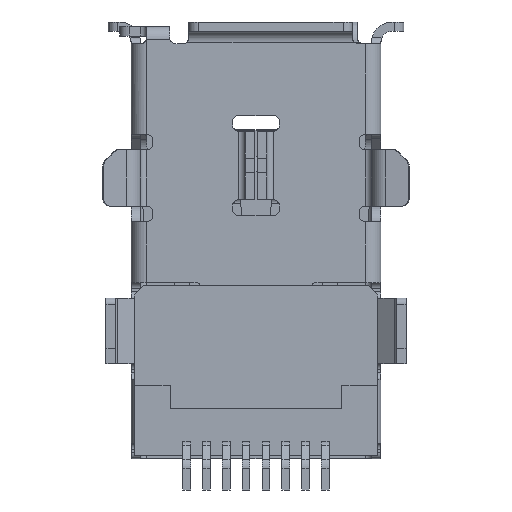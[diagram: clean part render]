
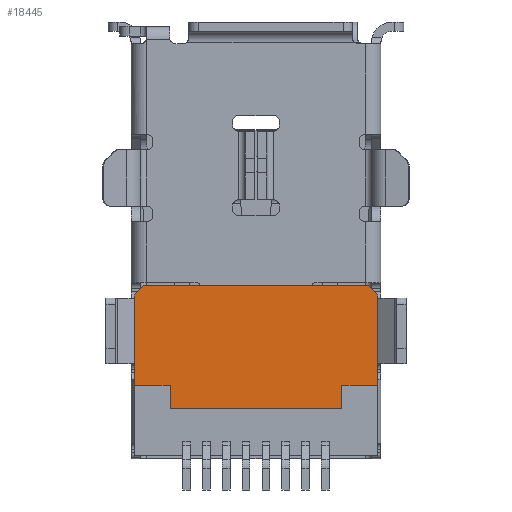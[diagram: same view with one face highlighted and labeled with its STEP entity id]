
A CAD part, front view. The second image highlights one B-rep face of the part: STEP entity #18445.
In plain terms, the highlighted planar face has unit normal (0, -1, 0).
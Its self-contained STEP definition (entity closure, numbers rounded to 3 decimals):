
#6156=DIRECTION('',(0.,0.,-1.));
#6157=VECTOR('',#6156,0.75);
#6158=CARTESIAN_POINT('',(-2.75,-3.65,-11.65));
#6159=LINE('',#6158,#6157);
#6160=DIRECTION('',(1.,0.,0.));
#6161=VECTOR('',#6160,1.15);
#6162=CARTESIAN_POINT('',(-3.9,-3.65,-11.65));
#6163=LINE('',#6162,#6161);
#6164=DIRECTION('',(0.,0.,-1.));
#6165=VECTOR('',#6164,2.9);
#6166=CARTESIAN_POINT('',(-3.9,-3.65,-8.75));
#6167=LINE('',#6166,#6165);
#6168=DIRECTION('',(-0.707,0.,-0.707));
#6169=VECTOR('',#6168,0.424);
#6170=CARTESIAN_POINT('',(-3.6,-3.65,-8.45));
#6171=LINE('',#6170,#6169);
#6172=DIRECTION('',(-1.,0.,0.));
#6173=VECTOR('',#6172,7.2);
#6174=CARTESIAN_POINT('',(3.6,-3.65,-8.45));
#6175=LINE('',#6174,#6173);
#6176=DIRECTION('',(-0.707,0.,0.707));
#6177=VECTOR('',#6176,0.424);
#6178=CARTESIAN_POINT('',(3.9,-3.65,-8.75));
#6179=LINE('',#6178,#6177);
#6180=DIRECTION('',(0.,0.,1.));
#6181=VECTOR('',#6180,2.9);
#6182=CARTESIAN_POINT('',(3.9,-3.65,-11.65));
#6183=LINE('',#6182,#6181);
#6184=DIRECTION('',(1.,0.,0.));
#6185=VECTOR('',#6184,1.15);
#6186=CARTESIAN_POINT('',(2.75,-3.65,-11.65));
#6187=LINE('',#6186,#6185);
#6188=DIRECTION('',(0.,0.,1.));
#6189=VECTOR('',#6188,0.75);
#6190=CARTESIAN_POINT('',(2.75,-3.65,-12.4));
#6191=LINE('',#6190,#6189);
#6192=DIRECTION('',(1.,0.,0.));
#6193=VECTOR('',#6192,5.5);
#6194=CARTESIAN_POINT('',(-2.75,-3.65,-12.4));
#6195=LINE('',#6194,#6193);
#9277=CARTESIAN_POINT('',(-2.75,-3.65,-11.65));
#9278=CARTESIAN_POINT('',(-2.75,-3.65,-12.4));
#9279=VERTEX_POINT('',#9277);
#9280=VERTEX_POINT('',#9278);
#9281=CARTESIAN_POINT('',(2.75,-3.65,-12.4));
#9282=VERTEX_POINT('',#9281);
#9283=CARTESIAN_POINT('',(2.75,-3.65,-11.65));
#9284=VERTEX_POINT('',#9283);
#9285=CARTESIAN_POINT('',(3.9,-3.65,-11.65));
#9286=VERTEX_POINT('',#9285);
#9287=CARTESIAN_POINT('',(3.9,-3.65,-8.75));
#9288=VERTEX_POINT('',#9287);
#9289=CARTESIAN_POINT('',(3.6,-3.65,-8.45));
#9290=VERTEX_POINT('',#9289);
#9291=CARTESIAN_POINT('',(-3.6,-3.65,-8.45));
#9292=VERTEX_POINT('',#9291);
#9293=CARTESIAN_POINT('',(-3.9,-3.65,-8.75));
#9294=VERTEX_POINT('',#9293);
#9295=CARTESIAN_POINT('',(-3.9,-3.65,-11.65));
#9296=VERTEX_POINT('',#9295);
#18424=CARTESIAN_POINT('',(0.,-3.65,-13.9));
#18425=DIRECTION('',(0.,-1.,0.));
#18426=DIRECTION('',(0.,0.,1.));
#18427=AXIS2_PLACEMENT_3D('',#18424,#18425,#18426);
#18428=PLANE('',#18427);
#18429=ORIENTED_EDGE('',*,*,#14376,.F.);
#18430=ORIENTED_EDGE('',*,*,#14391,.F.);
#18431=ORIENTED_EDGE('',*,*,#14406,.F.);
#18433=ORIENTED_EDGE('',*,*,#18432,.F.);
#18434=ORIENTED_EDGE('',*,*,#14515,.F.);
#18435=ORIENTED_EDGE('',*,*,#18418,.F.);
#18436=ORIENTED_EDGE('',*,*,#14259,.F.);
#18438=ORIENTED_EDGE('',*,*,#18437,.F.);
#18440=ORIENTED_EDGE('',*,*,#18439,.F.);
#18442=ORIENTED_EDGE('',*,*,#18441,.F.);
#18443=EDGE_LOOP('',(#18429,#18430,#18431,#18433,#18434,#18435,#18436,#18438,
#18440,#18442));
#18444=FACE_OUTER_BOUND('',#18443,.F.);
#14259=EDGE_CURVE('',#9286,#9288,#6183,.T.);
#14376=EDGE_CURVE('',#9279,#9280,#6159,.T.);
#14391=EDGE_CURVE('',#9296,#9279,#6163,.T.);
#14406=EDGE_CURVE('',#9294,#9296,#6167,.T.);
#14515=EDGE_CURVE('',#9290,#9292,#6175,.T.);
#18418=EDGE_CURVE('',#9288,#9290,#6179,.T.);
#18432=EDGE_CURVE('',#9292,#9294,#6171,.T.);
#18437=EDGE_CURVE('',#9284,#9286,#6187,.T.);
#18439=EDGE_CURVE('',#9282,#9284,#6191,.T.);
#18441=EDGE_CURVE('',#9280,#9282,#6195,.T.);
#18445=ADVANCED_FACE('',(#18444),#18428,.T.);
